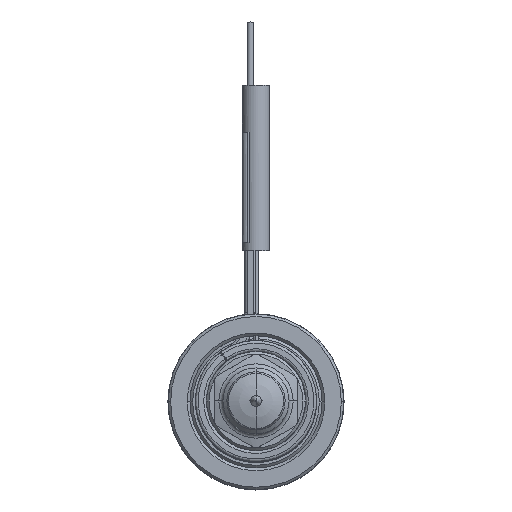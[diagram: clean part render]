
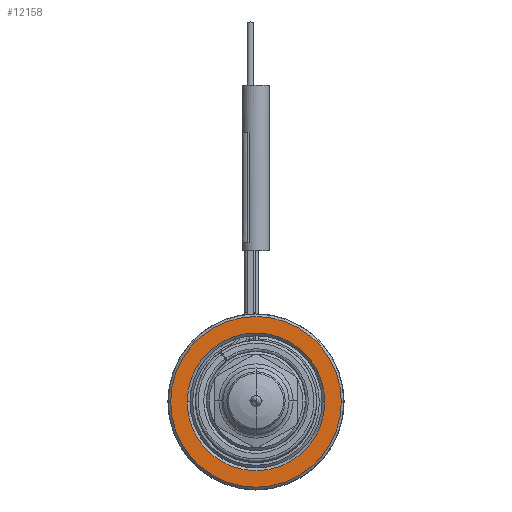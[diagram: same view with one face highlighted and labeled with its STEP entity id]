
A CAD part, top view. The second image highlights one B-rep face of the part: STEP entity #12158.
In plain terms, the highlighted planar face has unit normal (0, 0, 1).
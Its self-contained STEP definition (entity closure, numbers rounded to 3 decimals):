
#2849=CARTESIAN_POINT('',(0.,0.,25.));
#2850=DIRECTION('',(0.,0.,-1.));
#2851=DIRECTION('',(-1.,0.,0.));
#2852=AXIS2_PLACEMENT_3D('',#2849,#2850,#2851);
#2863=CARTESIAN_POINT('',(0.,0.,25.));
#2864=DIRECTION('',(0.,0.,-1.));
#2865=DIRECTION('',(1.,0.,0.));
#2866=AXIS2_PLACEMENT_3D('',#2863,#2864,#2865);
#2877=CARTESIAN_POINT('',(0.,0.,
25.));
#2878=DIRECTION('',(0.,0.,-1.));
#2879=DIRECTION('',(1.,0.,0.));
#2880=AXIS2_PLACEMENT_3D('',#2877,#2878,#2879);
#2891=CARTESIAN_POINT('',(0.,0.,25.));
#2892=DIRECTION('',(0.,0.,-1.));
#2893=DIRECTION('',(-1.,0.,0.));
#2894=AXIS2_PLACEMENT_3D('',#2891,#2892,#2893);
#7505=CARTESIAN_POINT('',(15.5,0.,25.));
#7506=CARTESIAN_POINT('',(-15.5,0.,
25.));
#7507=VERTEX_POINT('',#7505);
#7508=VERTEX_POINT('',#7506);
#7509=CARTESIAN_POINT('',(12.5,0.,25.));
#7510=CARTESIAN_POINT('',(-12.5,0.,25.));
#7511=VERTEX_POINT('',#7509);
#7512=VERTEX_POINT('',#7510);
#12143=CARTESIAN_POINT('',(0.,0.,25.));
#12144=DIRECTION('',(0.,0.,1.));
#12145=DIRECTION('',(-1.,0.,0.));
#12146=AXIS2_PLACEMENT_3D('',#12143,#12144,#12145);
#12147=PLANE('',#12146);
#12148=ORIENTED_EDGE('',*,*,#12125,.T.);
#12149=ORIENTED_EDGE('',*,*,#12110,.T.);
#12150=EDGE_LOOP('',(#12148,#12149));
#12151=FACE_OUTER_BOUND('',#12150,.F.);
#12153=ORIENTED_EDGE('',*,*,#12152,.F.);
#12155=ORIENTED_EDGE('',*,*,#12154,.F.);
#12156=EDGE_LOOP('',(#12153,#12155));
#12157=FACE_BOUND('',#12156,.F.);
#2853=CIRCLE('',#2852,15.5);
#2867=CIRCLE('',#2866,15.5);
#2881=CIRCLE('',#2880,12.5);
#2895=CIRCLE('',#2894,12.5);
#12110=EDGE_CURVE('',#7508,#7507,#2853,.T.);
#12125=EDGE_CURVE('',#7507,#7508,#2867,.T.);
#12152=EDGE_CURVE('',#7511,#7512,#2881,.T.);
#12154=EDGE_CURVE('',#7512,#7511,#2895,.T.);
#12158=ADVANCED_FACE('',(#12151,#12157),#12147,.T.);
